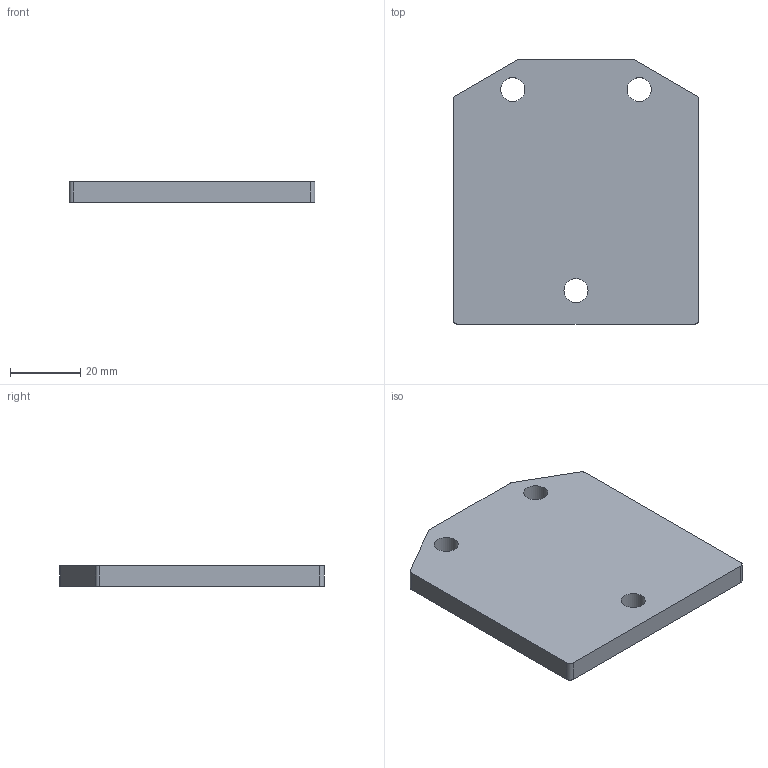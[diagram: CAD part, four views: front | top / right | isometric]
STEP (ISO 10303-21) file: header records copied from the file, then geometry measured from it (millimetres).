
FILE_DESCRIPTION(/* description */ (''),/* implementation_level */ '2;1');
FILE_NAME(/* name */ '06-0525 BMT65 TOOLHOLDER BACK PLATE v2.step',/* time_stamp */ '2024-11-25T14:47:02-08:00',/* author */ (''),/* organization */ (''),/* preprocessor_version */ 'ST-DEVELOPER v20',/* originating_system */ 'Autodesk Translation Framework v13.20.0.188',/* authorisation */ '');
FILE_SCHEMA (('AUTOMOTIVE_DESIGN { 1 0 10303 214 3 1 1 }'));
Length unit declared in the file: inch
Products named in the file (1): 06-0525 BMT65 TOOLHOLDER BACK PLATE
Bounding box: 70.1 x 75.44 x 5.84 mm (x, y, z)
Volume: 26745.4 mm3; surface area: 12326.5 mm2
Topology: 1 solids, 1 shells, 26 faces, 69 edges, 46 vertices
Faces by surface type: plane 14, cylinder 12
Full cylindrical faces by diameter (mm): 6.858 x3
Entity records: 864 total; most frequent: DIRECTION 147, CARTESIAN_POINT 142, ORIENTED_EDGE 138, EDGE_CURVE 69, AXIS2_PLACEMENT_3D 51, VERTEX_POINT 46, LINE 45, VECTOR 45
